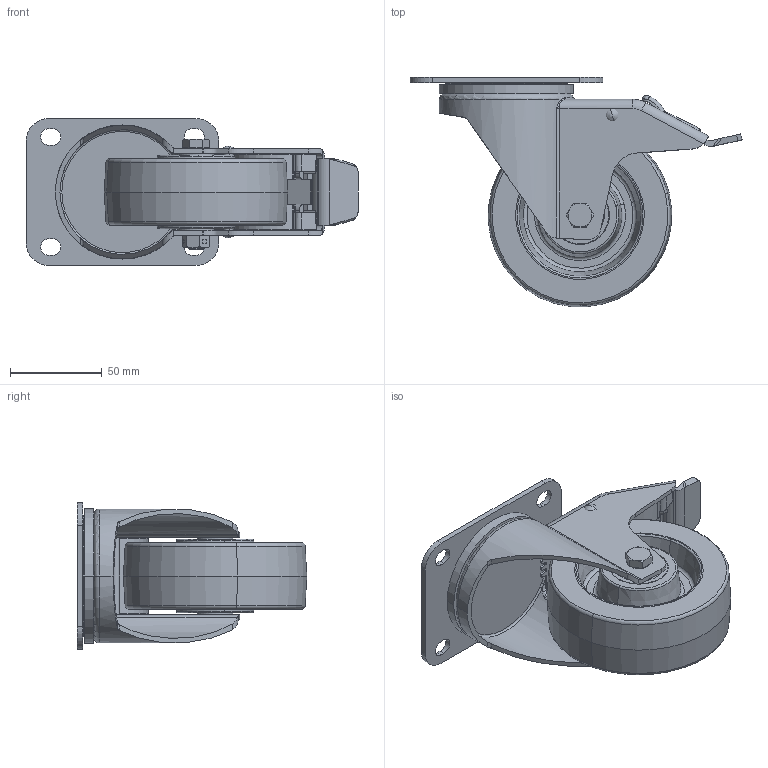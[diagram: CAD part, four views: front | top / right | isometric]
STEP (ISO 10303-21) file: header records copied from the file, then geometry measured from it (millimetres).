
FILE_DESCRIPTION (( 'STEP AP214' ), '1' );
FILE_NAME ('0049120.step', '2021-01-07T14:36:18', ( '' ), ( '' ), 'SwSTEP 2.0', 'SolidWorks 2018', '' );
FILE_SCHEMA (( 'AUTOMOTIVE_DESIGN' ));
Length unit declared in the file: millimetre
Products named in the file (1): 0049120
Bounding box: 180.67 x 124.88 x 80 mm (x, y, z)
Volume: 318927.1 mm3; surface area: 145891.2 mm2
Topology: 23 solids, 23 shells, 569 faces, 1354 edges, 836 vertices
Faces by surface type: cylinder 210, plane 189, torus 100, cone 46, bspline 24
Entity records: 24286 total; most frequent: CARTESIAN_POINT 4439, DIRECTION 2947, ORIENTED_EDGE 2684, EDGE_CURVE 1342, AXIS2_PLACEMENT_3D 1200, VERTEX_POINT 836, CIRCLE 654, EDGE_LOOP 638
